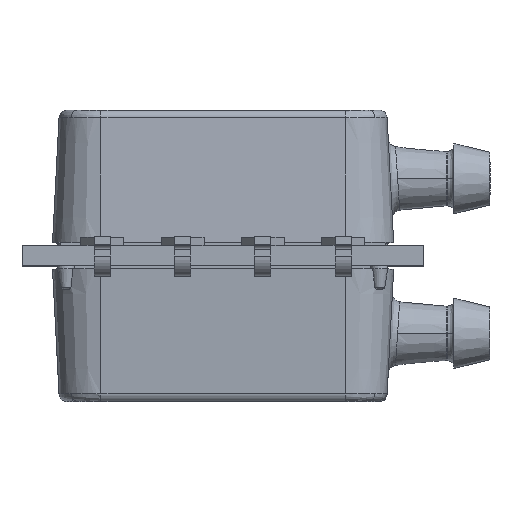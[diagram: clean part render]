
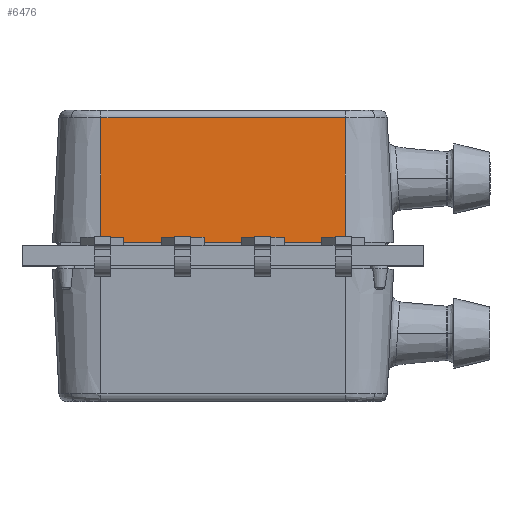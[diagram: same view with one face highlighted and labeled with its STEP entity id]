
A CAD part, top view. The second image highlights one B-rep face of the part: STEP entity #6476.
In plain terms, the highlighted face is planar.
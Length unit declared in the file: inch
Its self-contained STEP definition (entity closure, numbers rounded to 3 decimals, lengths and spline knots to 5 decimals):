
#153 = AXIS2_PLACEMENT_3D ( 'NONE', #3521, #8476, #1262 ) ;
#1262 = DIRECTION ( 'NONE',  ( 0., -0.052, 0.999 ) ) ;
#1365 = ORIENTED_EDGE ( 'NONE', *, *, #6183, .F. ) ;
#1392 = VECTOR ( 'NONE', #7318, 39.37008 ) ;
#1458 = ORIENTED_EDGE ( 'NONE', *, *, #9359, .T. ) ;
#1926 = CARTESIAN_POINT ( 'NONE',  ( 0.17859, 0.23735, 0.32427 ) ) ;
#1979 = PLANE ( 'NONE',  #153 ) ;
#2858 = CARTESIAN_POINT ( 'NONE',  ( -0.12559, 0.23735, 0.32427 ) ) ;
#3003 = CARTESIAN_POINT ( 'NONE',  ( -0.12623, 0.2455, 0.16875 ) ) ;
#3521 = CARTESIAN_POINT ( 'NONE',  ( 0.18107, 0.2455, 0.16875 ) ) ;
#3579 = LINE ( 'NONE', #8099, #6345 ) ;
#3772 = LINE ( 'NONE', #4312, #1392 ) ;
#3998 = EDGE_CURVE ( 'NONE', #7531, #6702, #7944, .T. ) ;
#4026 = LINE ( 'NONE', #6980, #6321 ) ;
#4157 = DIRECTION ( 'NONE',  ( 0.004, 0.052, -0.999 ) ) ;
#4312 = CARTESIAN_POINT ( 'NONE',  ( -0.12559, 0.23735, 0.32427 ) ) ;
#4607 = VERTEX_POINT ( 'NONE', #3003 ) ;
#5213 = ORIENTED_EDGE ( 'NONE', *, *, #6206, .T. ) ;
#5518 = VECTOR ( 'NONE', #4157, 39.37008 ) ;
#6183 = EDGE_CURVE ( 'NONE', #7531, #6217, #3772, .T. ) ;
#6206 = EDGE_CURVE ( 'NONE', #6702, #4607, #3579, .T. ) ;
#6217 = VERTEX_POINT ( 'NONE', #2858 ) ;
#6321 = VECTOR ( 'NONE', #8530, 39.37008 ) ;
#6345 = VECTOR ( 'NONE', #8923, 39.37008 ) ;
#6476 = ADVANCED_FACE ( 'NONE', ( #8630 ), #1979, .T. ) ;
#6702 = VERTEX_POINT ( 'NONE', #9162 ) ;
#6980 = CARTESIAN_POINT ( 'NONE',  ( -0.12623, 0.2455, 0.16875 ) ) ;
#7318 = DIRECTION ( 'NONE',  ( -1., 0., 0. ) ) ;
#7531 = VERTEX_POINT ( 'NONE', #8945 ) ;
#7944 = LINE ( 'NONE', #1926, #5518 ) ;
#8000 = ORIENTED_EDGE ( 'NONE', *, *, #3998, .T. ) ;
#8099 = CARTESIAN_POINT ( 'NONE',  ( 0.18107, 0.2455, 0.16875 ) ) ;
#8476 = DIRECTION ( 'NONE',  ( 0., 0.999, 0.052 ) ) ;
#8530 = DIRECTION ( 'NONE',  ( 0.004, -0.052, 0.999 ) ) ;
#8630 = FACE_OUTER_BOUND ( 'NONE', #9264, .T. ) ;
#8923 = DIRECTION ( 'NONE',  ( -1., 0., 0. ) ) ;
#8945 = CARTESIAN_POINT ( 'NONE',  ( 0.17859, 0.23735, 0.32427 ) ) ;
#9162 = CARTESIAN_POINT ( 'NONE',  ( 0.17923, 0.2455, 0.16875 ) ) ;
#9264 = EDGE_LOOP ( 'NONE', ( #5213, #1458, #1365, #8000 ) ) ;
#9359 = EDGE_CURVE ( 'NONE', #4607, #6217, #4026, .T. ) ;
